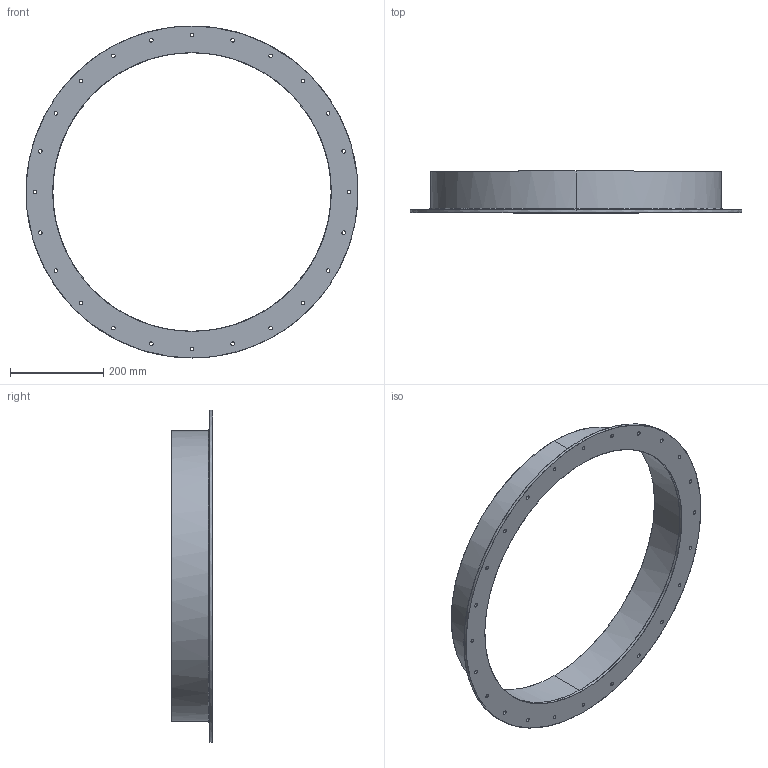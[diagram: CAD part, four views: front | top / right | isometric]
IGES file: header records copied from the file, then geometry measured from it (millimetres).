
Start section: SolidWorks IGES file using NURBS representation for surfaces
Global section: file name: PVCF24.IGS; native system: SolidWorks 2022; preprocessor: SolidWorks 2022; author: Cullen; date: 230414.115919; units: inch
Bounding box: 711.2 x 88.9 x 711.2 mm (x, y, z)
Surface area: 628677 mm2 (no closed solid volume)
Topology: 0 solids, 0 shells, 65 faces, 1826 edges, 2004 vertices
Faces by surface type: bspline 65
